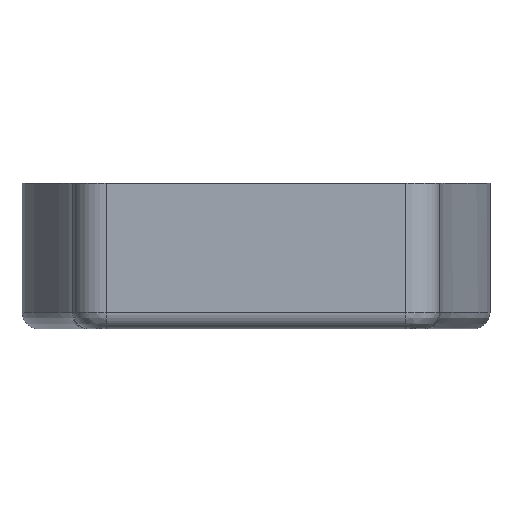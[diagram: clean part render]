
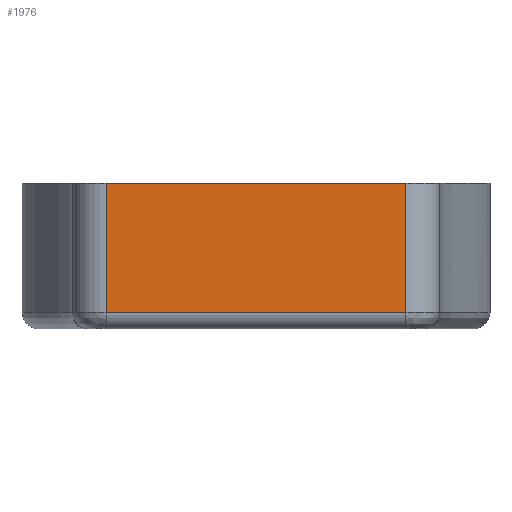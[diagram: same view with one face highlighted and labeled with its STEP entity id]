
A CAD part, front view. The second image highlights one B-rep face of the part: STEP entity #1976.
In plain terms, the highlighted planar face has unit normal (0, -1, 0).
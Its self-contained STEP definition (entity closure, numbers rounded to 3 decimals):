
#59=PLANE('',#2215);
#147=LINE('',#4517,#292);
#151=LINE('',#4529,#296);
#213=LINE('',#4820,#358);
#214=LINE('',#4821,#359);
#292=VECTOR('',#2554,1000.);
#296=VECTOR('',#2566,1000.);
#358=VECTOR('',#2800,10.);
#359=VECTOR('',#2801,1000.);
#542=FACE_OUTER_BOUND('',#670,.T.);
#670=EDGE_LOOP('',(#1766,#1767,#1768,#1769));
#860=VERTEX_POINT('',#3627);
#922=VERTEX_POINT('',#4511);
#926=VERTEX_POINT('',#4526);
#979=VERTEX_POINT('',#4819);
#1152=EDGE_CURVE('',#922,#860,#147,.T.);
#1158=EDGE_CURVE('',#926,#922,#151,.T.);
#1260=EDGE_CURVE('',#926,#979,#213,.T.);
#1261=EDGE_CURVE('',#979,#860,#214,.T.);
#1766=ORIENTED_EDGE('',*,*,#1260,.F.);
#1767=ORIENTED_EDGE('',*,*,#1158,.T.);
#1768=ORIENTED_EDGE('',*,*,#1152,.T.);
#1769=ORIENTED_EDGE('',*,*,#1261,.F.);
#1976=ADVANCED_FACE('',(#542),#59,.F.);
#2215=AXIS2_PLACEMENT_3D('',#4818,#2798,#2799);
#2554=DIRECTION('',(1.,0.,0.));
#2566=DIRECTION('',(0.,0.,-1.));
#2798=DIRECTION('center_axis',(0.,1.,0.));
#2799=DIRECTION('ref_axis',(-1.,0.,0.));
#2800=DIRECTION('',(1.,0.,0.));
#2801=DIRECTION('',(0.,0.,-1.));
#3627=CARTESIAN_POINT('',(13.35,-13.85,-11.5));
#4511=CARTESIAN_POINT('',(-13.35,-13.85,-11.5));
#4517=CARTESIAN_POINT('',(0.,-13.85,-11.5));
#4526=CARTESIAN_POINT('',(-13.35,-13.85,0.));
#4529=CARTESIAN_POINT('',(-13.35,-13.85,-13.));
#4818=CARTESIAN_POINT('Origin',(0.,-13.85,-13.));
#4819=CARTESIAN_POINT('',(13.35,-13.85,0.));
#4820=CARTESIAN_POINT('',(0.,-13.85,0.));
#4821=CARTESIAN_POINT('',(13.35,-13.85,-13.));
